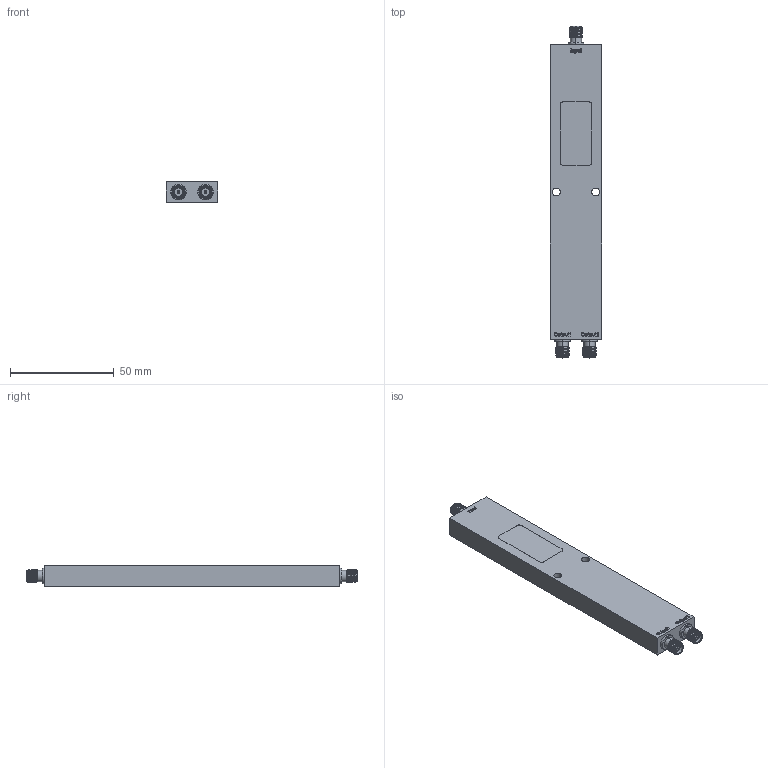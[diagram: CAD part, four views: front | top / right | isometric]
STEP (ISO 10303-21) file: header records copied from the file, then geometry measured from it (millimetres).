
FILE_DESCRIPTION (( 'STEP AP203' ), '1' );
FILE_NAME ('PE20DV1053-FMDV1053.step', '2018-12-24T17:34:16', ( '' ), ( '' ), 'SwSTEP 2.0', 'SolidWorks 2017', '' );
FILE_SCHEMA (( 'CONFIG_CONTROL_DESIGN' ));
Length unit declared in the file: inch
Products named in the file (1): PE20DV1053-FMDV1053
Bounding box: 25 x 160.29 x 10.05 mm (x, y, z)
Volume: 35999.7 mm3; surface area: 11477 mm2
Topology: 1 solids, 1 shells, 383 faces, 990 edges, 652 vertices
Faces by surface type: plane 182, bspline 91, cylinder 83, cone 27
Entity records: 20432 total; most frequent: CARTESIAN_POINT 11789, ORIENTED_EDGE 1980, DIRECTION 1410, EDGE_CURVE 990, VERTEX_POINT 652, LINE 600, VECTOR 600, EDGE_LOOP 430
